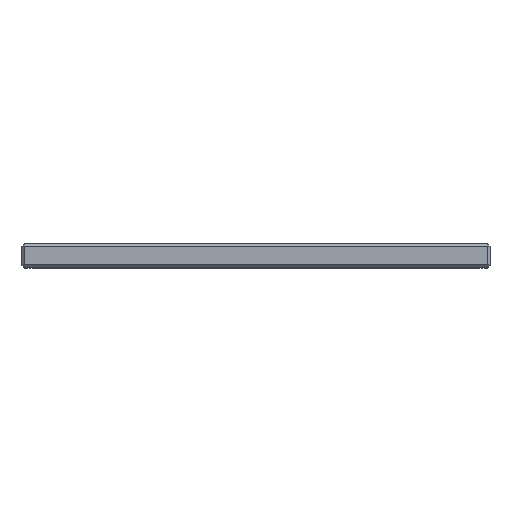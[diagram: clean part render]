
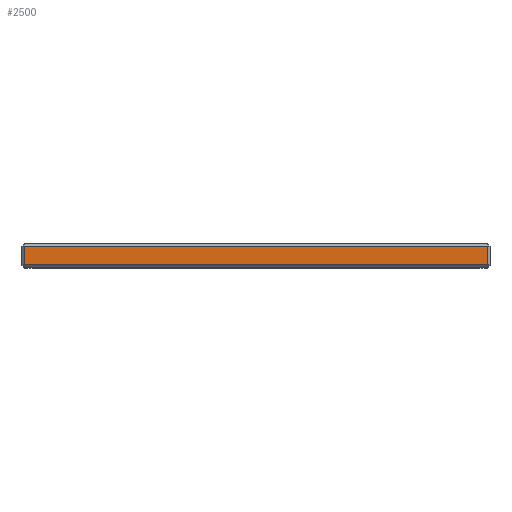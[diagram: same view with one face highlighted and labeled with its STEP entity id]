
A CAD part, top view. The second image highlights one B-rep face of the part: STEP entity #2500.
In plain terms, the highlighted planar face has unit normal (0, 0, 1).
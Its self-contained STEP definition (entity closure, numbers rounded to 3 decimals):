
#153=PLANE('',#2757);
#233=FACE_OUTER_BOUND('',#422,.T.);
#422=EDGE_LOOP('',(#1902,#1903,#1904,#1905));
#616=LINE('',#4078,#799);
#617=LINE('',#4080,#800);
#619=LINE('',#4083,#802);
#621=LINE('',#4086,#804);
#799=VECTOR('',#3241,10.);
#800=VECTOR('',#3244,10.);
#802=VECTOR('',#3248,10.);
#804=VECTOR('',#3252,10.);
#1193=VERTEX_POINT('',#4019);
#1194=VERTEX_POINT('',#4024);
#1200=VERTEX_POINT('',#4048);
#1203=VERTEX_POINT('',#4055);
#1466=EDGE_CURVE('',#1200,#1203,#616,.T.);
#1467=EDGE_CURVE('',#1203,#1194,#617,.T.);
#1469=EDGE_CURVE('',#1193,#1200,#619,.T.);
#1471=EDGE_CURVE('',#1194,#1193,#621,.T.);
#1902=ORIENTED_EDGE('',*,*,#1466,.F.);
#1903=ORIENTED_EDGE('',*,*,#1469,.F.);
#1904=ORIENTED_EDGE('',*,*,#1471,.F.);
#1905=ORIENTED_EDGE('',*,*,#1467,.F.);
#2500=ADVANCED_FACE('',(#233),#153,.T.);
#2757=AXIS2_PLACEMENT_3D('',#4089,#3256,#3257);
#3241=DIRECTION('',(-1.,0.,0.));
#3244=DIRECTION('',(0.,1.,0.));
#3248=DIRECTION('',(0.,-1.,0.));
#3252=DIRECTION('',(1.,0.,0.));
#3256=DIRECTION('center_axis',(0.,0.,1.));
#3257=DIRECTION('ref_axis',(1.,0.,0.));
#4019=CARTESIAN_POINT('',(74.15,2.25,128.55));
#4024=CARTESIAN_POINT('',(-74.15,2.25,128.55));
#4048=CARTESIAN_POINT('',(74.15,-3.75,128.55));
#4055=CARTESIAN_POINT('',(-74.15,-3.75,128.55));
#4078=CARTESIAN_POINT('',(-39.95,-3.75,128.55));
#4080=CARTESIAN_POINT('',(-74.15,1.125,128.55));
#4083=CARTESIAN_POINT('',(74.15,1.125,128.55));
#4086=CARTESIAN_POINT('',(-39.95,2.25,128.55));
#4089=CARTESIAN_POINT('Origin',(0.,-0.75,128.55));
